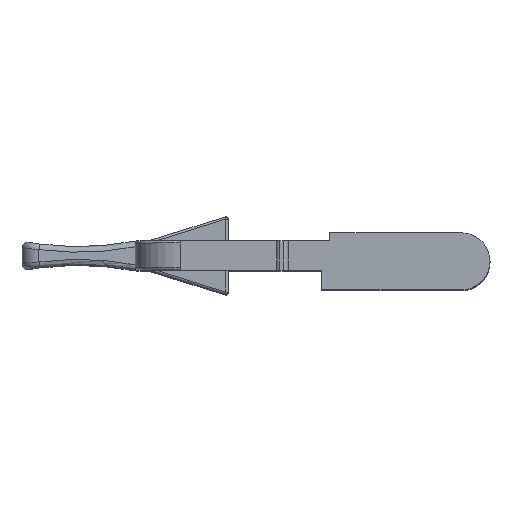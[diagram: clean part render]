
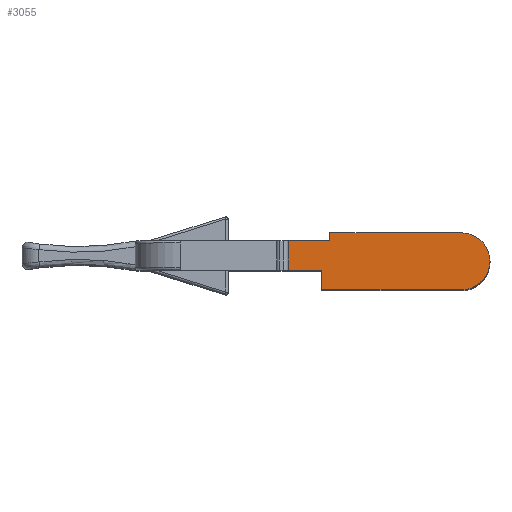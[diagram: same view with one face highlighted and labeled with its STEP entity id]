
A CAD part, top view. The second image highlights one B-rep face of the part: STEP entity #3055.
In plain terms, the highlighted planar face has unit normal (0, 0, 1).
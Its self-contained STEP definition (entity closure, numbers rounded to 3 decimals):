
#13 = ORIENTED_EDGE ( 'NONE', *, *, #1385, .T. ) ;
#32 = DIRECTION ( 'NONE',  ( 1., 0., 0. ) ) ;
#543 = EDGE_CURVE ( 'NONE', #3273, #3440, #8123, .T. ) ;
#562 = ORIENTED_EDGE ( 'NONE', *, *, #6133, .T. ) ;
#611 = VECTOR ( 'NONE', #752, 1000. ) ;
#626 = CARTESIAN_POINT ( 'NONE',  ( 38.024, 51.975, 124.461 ) ) ;
#670 = CARTESIAN_POINT ( 'NONE',  ( 22.707, 0., 124.461 ) ) ;
#736 = VECTOR ( 'NONE', #2130, 1000. ) ;
#752 = DIRECTION ( 'NONE',  ( 0., -1., 0. ) ) ;
#851 = LINE ( 'NONE', #4623, #611 ) ;
#940 = ORIENTED_EDGE ( 'NONE', *, *, #6253, .T. ) ;
#1192 = CARTESIAN_POINT ( 'NONE',  ( 38.024, 51.975, 124.461 ) ) ;
#1246 = CARTESIAN_POINT ( 'NONE',  ( 26.397, 53.791, 124.461 ) ) ;
#1247 = VERTEX_POINT ( 'NONE', #7206 ) ;
#1346 = LINE ( 'NONE', #7370, #3419 ) ;
#1385 = EDGE_CURVE ( 'NONE', #5732, #5435, #2973, .T. ) ;
#1399 = DIRECTION ( 'NONE',  ( 1., 0., 0. ) ) ;
#1492 = CIRCLE ( 'NONE', #8207, 2.515 ) ;
#1618 = ORIENTED_EDGE ( 'NONE', *, *, #5729, .T. ) ;
#1650 = CIRCLE ( 'NONE', #5301, 2.515 ) ;
#1966 = DIRECTION ( 'NONE',  ( 1., 0., 0. ) ) ;
#1978 = DIRECTION ( 'NONE',  ( 1., 0., 0. ) ) ;
#2015 = FACE_OUTER_BOUND ( 'NONE', #6937, .T. ) ;
#2130 = DIRECTION ( 'NONE',  ( 0., -1., 0. ) ) ;
#2240 = VECTOR ( 'NONE', #4021, 1000. ) ;
#2713 = VERTEX_POINT ( 'NONE', #8647 ) ;
#2773 = VECTOR ( 'NONE', #6076, 1000. ) ;
#2832 = VERTEX_POINT ( 'NONE', #4307 ) ;
#2851 = ORIENTED_EDGE ( 'NONE', *, *, #8831, .T. ) ;
#2973 = LINE ( 'NONE', #7758, #8625 ) ;
#3055 = ADVANCED_FACE ( 'NONE', ( #2015 ), #3155, .T. ) ;
#3155 = PLANE ( 'NONE',  #9096 ) ;
#3273 = VERTEX_POINT ( 'NONE', #5033 ) ;
#3389 = VECTOR ( 'NONE', #9614, 1000. ) ;
#3419 = VECTOR ( 'NONE', #1978, 1000. ) ;
#3440 = VERTEX_POINT ( 'NONE', #10002 ) ;
#3603 = LINE ( 'NONE', #670, #2773 ) ;
#4021 = DIRECTION ( 'NONE',  ( -1., 0., 0. ) ) ;
#4192 = CARTESIAN_POINT ( 'NONE',  ( 26.397, 54.489, 124.461 ) ) ;
#4202 = CARTESIAN_POINT ( 'NONE',  ( 13.207, 53.791, 124.461 ) ) ;
#4307 = CARTESIAN_POINT ( 'NONE',  ( 22.707, 51.191, 124.461 ) ) ;
#4435 = VERTEX_POINT ( 'NONE', #1246 ) ;
#4623 = CARTESIAN_POINT ( 'NONE',  ( 26.397, 53.791, 124.461 ) ) ;
#4727 = DIRECTION ( 'NONE',  ( 0., 0., 1. ) ) ;
#4922 = ORIENTED_EDGE ( 'NONE', *, *, #543, .T. ) ;
#5033 = CARTESIAN_POINT ( 'NONE',  ( 38.024, 54.489, 124.461 ) ) ;
#5301 = AXIS2_PLACEMENT_3D ( 'NONE', #1192, #6601, #1966 ) ;
#5435 = VERTEX_POINT ( 'NONE', #8235 ) ;
#5729 = EDGE_CURVE ( 'NONE', #5435, #8178, #1492, .T. ) ;
#5732 = VERTEX_POINT ( 'NONE', #9881 ) ;
#5979 = ORIENTED_EDGE ( 'NONE', *, *, #9683, .T. ) ;
#6038 = DIRECTION ( 'NONE',  ( 0., 0., 1. ) ) ;
#6076 = DIRECTION ( 'NONE',  ( 0., 1., 0. ) ) ;
#6133 = EDGE_CURVE ( 'NONE', #2832, #2713, #1346, .T. ) ;
#6253 = EDGE_CURVE ( 'NONE', #2713, #5732, #8942, .T. ) ;
#6475 = CARTESIAN_POINT ( 'NONE',  ( 40.539, 51.975, 124.461 ) ) ;
#6601 = DIRECTION ( 'NONE',  ( 0., 0., 1. ) ) ;
#6937 = EDGE_LOOP ( 'NONE', ( #13, #1618, #2851, #4922, #5979, #7995, #8989, #562, #940 ) ) ;
#7206 = CARTESIAN_POINT ( 'NONE',  ( 22.707, 53.791, 124.461 ) ) ;
#7370 = CARTESIAN_POINT ( 'NONE',  ( 25.668, 51.191, 124.461 ) ) ;
#7758 = CARTESIAN_POINT ( 'NONE',  ( 25.668, 49.46, 124.461 ) ) ;
#7815 = DIRECTION ( 'NONE',  ( 1., 0., 0. ) ) ;
#7995 = ORIENTED_EDGE ( 'NONE', *, *, #8218, .T. ) ;
#8123 = LINE ( 'NONE', #4192, #2240 ) ;
#8178 = VERTEX_POINT ( 'NONE', #6475 ) ;
#8207 = AXIS2_PLACEMENT_3D ( 'NONE', #626, #6038, #1399 ) ;
#8218 = EDGE_CURVE ( 'NONE', #4435, #1247, #9313, .T. ) ;
#8235 = CARTESIAN_POINT ( 'NONE',  ( 38.024, 49.46, 124.461 ) ) ;
#8625 = VECTOR ( 'NONE', #7815, 1000. ) ;
#8647 = CARTESIAN_POINT ( 'NONE',  ( 25.668, 51.191, 124.461 ) ) ;
#8831 = EDGE_CURVE ( 'NONE', #8178, #3273, #1650, .T. ) ;
#8942 = LINE ( 'NONE', #9066, #736 ) ;
#8989 = ORIENTED_EDGE ( 'NONE', *, *, #9023, .F. ) ;
#9023 = EDGE_CURVE ( 'NONE', #2832, #1247, #3603, .T. ) ;
#9066 = CARTESIAN_POINT ( 'NONE',  ( 25.668, 51.191, 124.461 ) ) ;
#9096 = AXIS2_PLACEMENT_3D ( 'NONE', #9338, #4727, #32 ) ;
#9313 = LINE ( 'NONE', #4202, #3389 ) ;
#9338 = CARTESIAN_POINT ( 'NONE',  ( 0., 0., 124.461 ) ) ;
#9614 = DIRECTION ( 'NONE',  ( -1., 0., 0. ) ) ;
#9683 = EDGE_CURVE ( 'NONE', #3440, #4435, #851, .T. ) ;
#9881 = CARTESIAN_POINT ( 'NONE',  ( 25.668, 49.46, 124.461 ) ) ;
#10002 = CARTESIAN_POINT ( 'NONE',  ( 26.397, 54.489, 124.461 ) ) ;
